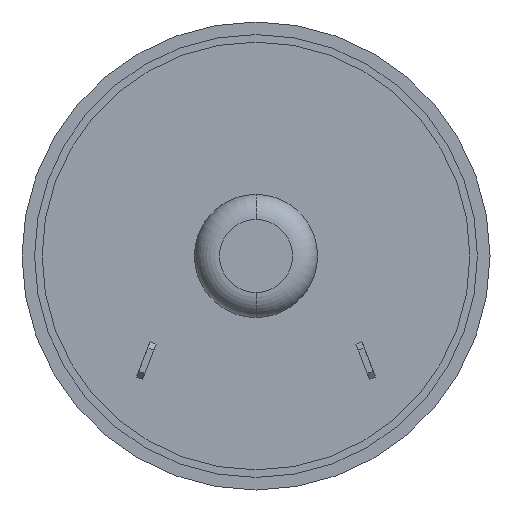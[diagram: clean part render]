
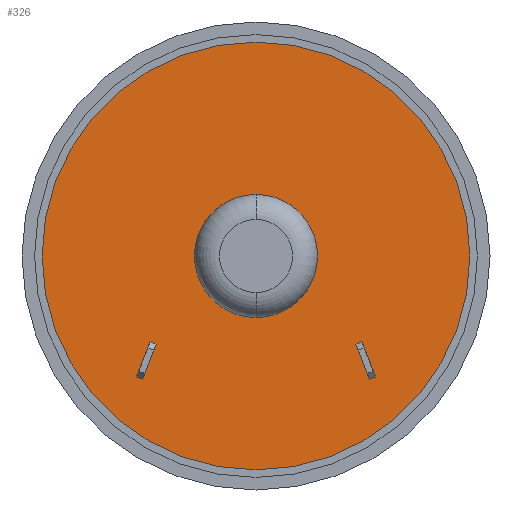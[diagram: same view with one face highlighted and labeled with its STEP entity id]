
A CAD part, front view. The second image highlights one B-rep face of the part: STEP entity #326.
In plain terms, the highlighted planar face has unit normal (0, -1, 0).
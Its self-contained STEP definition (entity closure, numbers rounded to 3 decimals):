
#8 = DIRECTION ( 'NONE',  ( 0., 0., -1. ) ) ;
#16 = CARTESIAN_POINT ( 'NONE',  ( 0., -41., 0. ) ) ;
#26 = LINE ( 'NONE', #1124, #1355 ) ;
#48 = VECTOR ( 'NONE', #374, 1000. ) ;
#59 = CARTESIAN_POINT ( 'NONE',  ( -7.944, -41., -7.005 ) ) ;
#85 = FACE_BOUND ( 'NONE', #755, .T. ) ;
#114 = VERTEX_POINT ( 'NONE', #1104 ) ;
#120 = VERTEX_POINT ( 'NONE', #894 ) ;
#121 = DIRECTION ( 'NONE',  ( 0., 0., -1. ) ) ;
#135 = AXIS2_PLACEMENT_3D ( 'NONE', #1260, #932, #201 ) ;
#147 = EDGE_CURVE ( 'NONE', #983, #300, #26, .T. ) ;
#157 = LINE ( 'NONE', #745, #610 ) ;
#162 = VERTEX_POINT ( 'NONE', #1005 ) ;
#174 = DIRECTION ( 'NONE',  ( 0.364, 0., 0.932 ) ) ;
#184 = EDGE_LOOP ( 'NONE', ( #1071, #762 ) ) ;
#191 = DIRECTION ( 'NONE',  ( -0.364, 0., -0.932 ) ) ;
#201 = DIRECTION ( 'NONE',  ( 0., 0., -1. ) ) ;
#221 = DIRECTION ( 'NONE',  ( 0., -1., 0. ) ) ;
#241 = LINE ( 'NONE', #1159, #774 ) ;
#246 = CARTESIAN_POINT ( 'NONE',  ( 0., -41., 17. ) ) ;
#252 = DIRECTION ( 'NONE',  ( 0., -1., 0. ) ) ;
#268 = CARTESIAN_POINT ( 'NONE',  ( 8.409, -41., -6.824 ) ) ;
#286 = EDGE_CURVE ( 'NONE', #434, #454, #1086, .T. ) ;
#288 = AXIS2_PLACEMENT_3D ( 'NONE', #462, #252, #1211 ) ;
#300 = VERTEX_POINT ( 'NONE', #987 ) ;
#301 = LINE ( 'NONE', #268, #48 ) ;
#320 = ORIENTED_EDGE ( 'NONE', *, *, #619, .F. ) ;
#324 = EDGE_LOOP ( 'NONE', ( #930, #1268, #414, #320 ) ) ;
#326 = ADVANCED_FACE ( 'NONE', ( #85, #460, #1123, #1218 ), #342, .T. ) ;
#336 = EDGE_CURVE ( 'NONE', #454, #434, #722, .T. ) ;
#342 = PLANE ( 'NONE',  #921 ) ;
#374 = DIRECTION ( 'NONE',  ( -0.364, 0., 0.932 ) ) ;
#378 = VECTOR ( 'NONE', #518, 1000. ) ;
#388 = CARTESIAN_POINT ( 'NONE',  ( 9.034, -41., -9.8 ) ) ;
#396 = VERTEX_POINT ( 'NONE', #1209 ) ;
#413 = CARTESIAN_POINT ( 'NONE',  ( -9.034, -41., -9.8 ) ) ;
#414 = ORIENTED_EDGE ( 'NONE', *, *, #1234, .F. ) ;
#416 = ORIENTED_EDGE ( 'NONE', *, *, #336, .T. ) ;
#434 = VERTEX_POINT ( 'NONE', #246 ) ;
#448 = DIRECTION ( 'NONE',  ( 0., -1., 0. ) ) ;
#454 = VERTEX_POINT ( 'NONE', #993 ) ;
#458 = AXIS2_PLACEMENT_3D ( 'NONE', #16, #221, #121 ) ;
#460 = FACE_OUTER_BOUND ( 'NONE', #534, .T. ) ;
#462 = CARTESIAN_POINT ( 'NONE',  ( 0., -41., 0. ) ) ;
#493 = EDGE_CURVE ( 'NONE', #114, #557, #960, .T. ) ;
#498 = CARTESIAN_POINT ( 'NONE',  ( 7.944, -41., -7.005 ) ) ;
#518 = DIRECTION ( 'NONE',  ( 0.932, 0., -0.364 ) ) ;
#534 = EDGE_LOOP ( 'NONE', ( #416, #941 ) ) ;
#557 = VERTEX_POINT ( 'NONE', #388 ) ;
#608 = LINE ( 'NONE', #413, #378 ) ;
#610 = VECTOR ( 'NONE', #1175, 1000. ) ;
#619 = EDGE_CURVE ( 'NONE', #800, #822, #301, .T. ) ;
#652 = CARTESIAN_POINT ( 'NONE',  ( 0., -41., 0. ) ) ;
#715 = CIRCLE ( 'NONE', #135, 4.9 ) ;
#722 = CIRCLE ( 'NONE', #992, 17. ) ;
#733 = DIRECTION ( 'NONE',  ( -0.932, 0., -0.364 ) ) ;
#735 = ORIENTED_EDGE ( 'NONE', *, *, #1310, .F. ) ;
#745 = CARTESIAN_POINT ( 'NONE',  ( 9.5, -41., -9.618 ) ) ;
#755 = EDGE_LOOP ( 'NONE', ( #1113, #1335, #735, #1093 ) ) ;
#762 = ORIENTED_EDGE ( 'NONE', *, *, #991, .F. ) ;
#768 = CARTESIAN_POINT ( 'NONE',  ( 0., -41., 0. ) ) ;
#772 = CARTESIAN_POINT ( 'NONE',  ( 9.034, -41., -9.8 ) ) ;
#774 = VECTOR ( 'NONE', #191, 1000. ) ;
#800 = VERTEX_POINT ( 'NONE', #1055 ) ;
#806 = CARTESIAN_POINT ( 'NONE',  ( 0., -41., 4.9 ) ) ;
#816 = DIRECTION ( 'NONE',  ( 0.364, 0., -0.932 ) ) ;
#822 = VERTEX_POINT ( 'NONE', #1062 ) ;
#855 = EDGE_CURVE ( 'NONE', #557, #800, #157, .T. ) ;
#869 = LINE ( 'NONE', #59, #1164 ) ;
#873 = DIRECTION ( 'NONE',  ( 0., -1., 0. ) ) ;
#894 = CARTESIAN_POINT ( 'NONE',  ( 0., -41., -4.9 ) ) ;
#921 = AXIS2_PLACEMENT_3D ( 'NONE', #652, #873, #8 ) ;
#930 = ORIENTED_EDGE ( 'NONE', *, *, #855, .F. ) ;
#932 = DIRECTION ( 'NONE',  ( 0., -1., 0. ) ) ;
#941 = ORIENTED_EDGE ( 'NONE', *, *, #286, .T. ) ;
#960 = LINE ( 'NONE', #772, #1074 ) ;
#967 = VECTOR ( 'NONE', #733, 1000. ) ;
#970 = VERTEX_POINT ( 'NONE', #806 ) ;
#983 = VERTEX_POINT ( 'NONE', #1126 ) ;
#987 = CARTESIAN_POINT ( 'NONE',  ( -8.409, -41., -6.824 ) ) ;
#991 = EDGE_CURVE ( 'NONE', #120, #970, #1048, .T. ) ;
#992 = AXIS2_PLACEMENT_3D ( 'NONE', #768, #448, #1090 ) ;
#993 = CARTESIAN_POINT ( 'NONE',  ( 0., -41., -17. ) ) ;
#1005 = CARTESIAN_POINT ( 'NONE',  ( -9.5, -41., -9.618 ) ) ;
#1048 = CIRCLE ( 'NONE', #288, 4.9 ) ;
#1055 = CARTESIAN_POINT ( 'NONE',  ( 9.5, -41., -9.618 ) ) ;
#1062 = CARTESIAN_POINT ( 'NONE',  ( 8.409, -41., -6.824 ) ) ;
#1071 = ORIENTED_EDGE ( 'NONE', *, *, #1282, .F. ) ;
#1074 = VECTOR ( 'NONE', #816, 1000. ) ;
#1086 = CIRCLE ( 'NONE', #458, 17. ) ;
#1090 = DIRECTION ( 'NONE',  ( 0., 0., -1. ) ) ;
#1093 = ORIENTED_EDGE ( 'NONE', *, *, #1272, .F. ) ;
#1104 = CARTESIAN_POINT ( 'NONE',  ( 7.944, -41., -7.005 ) ) ;
#1113 = ORIENTED_EDGE ( 'NONE', *, *, #147, .F. ) ;
#1114 = DIRECTION ( 'NONE',  ( -0.932, 0., 0.364 ) ) ;
#1123 = FACE_BOUND ( 'NONE', #184, .T. ) ;
#1124 = CARTESIAN_POINT ( 'NONE',  ( -8.409, -41., -6.824 ) ) ;
#1126 = CARTESIAN_POINT ( 'NONE',  ( -7.944, -41., -7.005 ) ) ;
#1141 = EDGE_CURVE ( 'NONE', #396, #983, #869, .T. ) ;
#1159 = CARTESIAN_POINT ( 'NONE',  ( -9.5, -41., -9.618 ) ) ;
#1164 = VECTOR ( 'NONE', #174, 1000. ) ;
#1175 = DIRECTION ( 'NONE',  ( 0.932, 0., 0.364 ) ) ;
#1209 = CARTESIAN_POINT ( 'NONE',  ( -9.034, -41., -9.8 ) ) ;
#1211 = DIRECTION ( 'NONE',  ( 0., 0., -1. ) ) ;
#1218 = FACE_BOUND ( 'NONE', #324, .T. ) ;
#1226 = LINE ( 'NONE', #498, #967 ) ;
#1234 = EDGE_CURVE ( 'NONE', #822, #114, #1226, .T. ) ;
#1260 = CARTESIAN_POINT ( 'NONE',  ( 0., -41., 0. ) ) ;
#1268 = ORIENTED_EDGE ( 'NONE', *, *, #493, .F. ) ;
#1272 = EDGE_CURVE ( 'NONE', #300, #162, #241, .T. ) ;
#1282 = EDGE_CURVE ( 'NONE', #970, #120, #715, .T. ) ;
#1310 = EDGE_CURVE ( 'NONE', #162, #396, #608, .T. ) ;
#1335 = ORIENTED_EDGE ( 'NONE', *, *, #1141, .F. ) ;
#1355 = VECTOR ( 'NONE', #1114, 1000. ) ;
